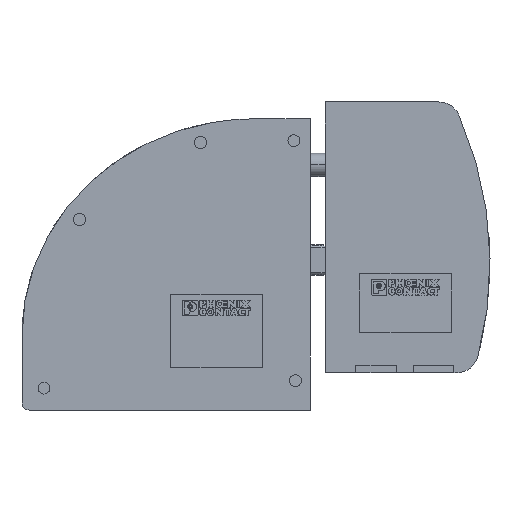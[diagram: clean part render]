
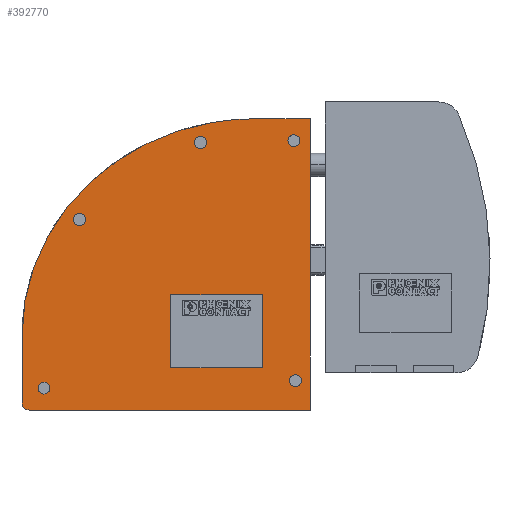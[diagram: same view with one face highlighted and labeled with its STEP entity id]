
A CAD part, left-side view. The second image highlights one B-rep face of the part: STEP entity #392770.
In plain terms, the highlighted face is planar.
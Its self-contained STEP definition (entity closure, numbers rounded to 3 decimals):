
#391060=CARTESIAN_POINT('',(63.677,190.525,26.5));
#391070=DIRECTION('',(0.,0.,1.));
#391080=DIRECTION('',(-1.,0.,0.));
#391090=AXIS2_PLACEMENT_3D('',#391060,#391070,#391080);
#391100=PLANE('',#391090);
#391110=CARTESIAN_POINT('',(30.8,221.575,26.5));
#391120=DIRECTION('',(0.,0.,-1.));
#391130=DIRECTION('',(-1.,0.,0.));
#391140=AXIS2_PLACEMENT_3D('',#391110,#391120,#391130);
#391150=CIRCLE('',#391140,1.631);
#391160=CARTESIAN_POINT('',(32.431,221.575,26.5));
#391170=VERTEX_POINT('',#391160);
#391180=CARTESIAN_POINT('',(29.169,221.575,26.5));
#391190=VERTEX_POINT('',#391180);
#391200=EDGE_CURVE('',#391170,#391190,#391150,.T.);
#391210=ORIENTED_EDGE('',*,*,#391200,.T.);
#391220=EDGE_CURVE('',#391190,#391170,#391150,.T.);
#391230=ORIENTED_EDGE('',*,*,#391220,.T.);
#391240=EDGE_LOOP('',(#391230,#391210));
#391250=FACE_BOUND('',#391240,.T.);
#391260=CARTESIAN_POINT('',(63.677,198.075,26.5));
#391270=DIRECTION('',(1.,0.,0.));
#391280=VECTOR('',#391270,1.);
#391290=LINE('',#391260,#391280);
#391300=CARTESIAN_POINT('',(39.8,198.075,26.5));
#391310=VERTEX_POINT('',#391300);
#391320=CARTESIAN_POINT('',(64.8,198.075,26.5));
#391330=VERTEX_POINT('',#391320);
#391340=EDGE_CURVE('',#391310,#391330,#391290,.T.);
#391350=ORIENTED_EDGE('',*,*,#391340,.F.);
#391360=CARTESIAN_POINT('',(64.8,190.525,26.5));
#391370=DIRECTION('',(0.,1.,0.));
#391380=VECTOR('',#391370,1.);
#391390=LINE('',#391360,#391380);
#391400=CARTESIAN_POINT('',(64.8,218.075,26.5));
#391410=VERTEX_POINT('',#391400);
#391420=EDGE_CURVE('',#391330,#391410,#391390,.T.);
#391430=ORIENTED_EDGE('',*,*,#391420,.F.);
#391440=CARTESIAN_POINT('',(63.677,218.075,26.5));
#391450=DIRECTION('',(-1.,0.,0.));
#391460=VECTOR('',#391450,1.);
#391470=LINE('',#391440,#391460);
#391480=CARTESIAN_POINT('',(39.8,218.075,26.5));
#391490=VERTEX_POINT('',#391480);
#391500=EDGE_CURVE('',#391410,#391490,#391470,.T.);
#391510=ORIENTED_EDGE('',*,*,#391500,.F.);
#391520=CARTESIAN_POINT('',(39.8,190.525,26.5));
#391530=DIRECTION('',(0.,-1.,0.));
#391540=VECTOR('',#391530,1.);
#391550=LINE('',#391520,#391540);
#391560=EDGE_CURVE('',#391490,#391310,#391550,.T.);
#391570=ORIENTED_EDGE('',*,*,#391560,.F.);
#391580=EDGE_LOOP('',(#391570,#391510,#391430,#391350));
#391590=FACE_BOUND('',#391580,.T.);
#391600=CARTESIAN_POINT('',(99.4,223.575,
26.5));
#391610=DIRECTION('',(0.,0.,-1.));
#391620=DIRECTION('',(-1.,0.,0.));
#391630=AXIS2_PLACEMENT_3D('',#391600,#391610,#391620);
#391640=CIRCLE('',#391630,1.631);
#391650=CARTESIAN_POINT('',(101.031,223.575,
26.5));
#391660=VERTEX_POINT('',#391650);
#391670=CARTESIAN_POINT('',(97.769,223.575,
26.5));
#391680=VERTEX_POINT('',#391670);
#391690=EDGE_CURVE('',#391660,#391680,#391640,.T.);
#391700=ORIENTED_EDGE('',*,*,#391690,.T.);
#391710=EDGE_CURVE('',#391680,#391660,#391640,.T.);
#391720=ORIENTED_EDGE('',*,*,#391710,.T.);
#391730=EDGE_LOOP('',(#391720,#391700));
#391740=FACE_BOUND('',#391730,.T.);
#391750=CARTESIAN_POINT('',(56.7,156.575,26.5));
#391760=DIRECTION('',(0.,0.,-1.));
#391770=DIRECTION('',(-1.,0.,0.));
#391780=AXIS2_PLACEMENT_3D('',#391750,#391760,#391770);
#391790=CIRCLE('',#391780,1.631);
#391800=CARTESIAN_POINT('',(58.331,156.575,26.5));
#391810=VERTEX_POINT('',#391800);
#391820=CARTESIAN_POINT('',(55.069,156.575,26.5));
#391830=VERTEX_POINT('',#391820);
#391840=EDGE_CURVE('',#391810,#391830,#391790,.T.);
#391850=ORIENTED_EDGE('',*,*,#391840,.T.);
#391860=EDGE_CURVE('',#391830,#391810,#391790,.T.);
#391870=ORIENTED_EDGE('',*,*,#391860,.T.);
#391880=EDGE_LOOP('',(#391870,#391850));
#391890=FACE_BOUND('',#391880,.T.);
#391900=CARTESIAN_POINT('',(89.7,177.575,26.5));
#391910=DIRECTION('',(0.,0.,-1.));
#391920=DIRECTION('',(-1.,0.,0.));
#391930=AXIS2_PLACEMENT_3D('',#391900,#391910,#391920);
#391940=CIRCLE('',#391930,1.631);
#391950=CARTESIAN_POINT('',(91.331,177.575,
26.5));
#391960=VERTEX_POINT('',#391950);
#391970=CARTESIAN_POINT('',(88.069,177.575,26.5));
#391980=VERTEX_POINT('',#391970);
#391990=EDGE_CURVE('',#391960,#391980,#391940,.T.);
#392000=ORIENTED_EDGE('',*,*,#391990,.T.);
#392010=EDGE_CURVE('',#391980,#391960,#391940,.T.);
#392020=ORIENTED_EDGE('',*,*,#392010,.T.);
#392030=EDGE_LOOP('',(#392020,#392000));
#392040=FACE_BOUND('',#392030,.T.);
#392050=CARTESIAN_POINT('',(31.2,156.075,26.5));
#392060=DIRECTION('',(0.,0.,-1.));
#392070=DIRECTION('',(-1.,0.,0.));
#392080=AXIS2_PLACEMENT_3D('',#392050,#392060,#392070);
#392090=CIRCLE('',#392080,1.631);
#392100=CARTESIAN_POINT('',(32.831,156.075,26.5));
#392110=VERTEX_POINT('',#392100);
#392120=CARTESIAN_POINT('',(29.569,156.075,26.5));
#392130=VERTEX_POINT('',#392120);
#392140=EDGE_CURVE('',#392110,#392130,#392090,.T.);
#392150=ORIENTED_EDGE('',*,*,#392140,.T.);
#392160=EDGE_CURVE('',#392130,#392110,#392090,.T.);
#392170=ORIENTED_EDGE('',*,*,#392160,.T.);
#392180=EDGE_LOOP('',(#392170,#392150));
#392190=FACE_BOUND('',#392180,.T.);
#392200=CARTESIAN_POINT('',(31.5,229.575,26.5));
#392210=DIRECTION('',(-1.,0.,0.));
#392220=VECTOR('',#392210,1.);
#392230=LINE('',#392200,#392220);
#392240=CARTESIAN_POINT('',(103.4,229.575,
26.5));
#392250=VERTEX_POINT('',#392240);
#392260=CARTESIAN_POINT('',(26.7,229.575,26.5));
#392270=VERTEX_POINT('',#392260);
#392280=EDGE_CURVE('',#392250,#392270,#392230,.T.);
#392290=ORIENTED_EDGE('',*,*,#392280,.T.);
#392300=CARTESIAN_POINT('',(103.4,227.575,
26.5));
#392310=DIRECTION('',(0.,0.,-1.));
#392320=DIRECTION('',(0.,-1.,0.));
#392330=AXIS2_PLACEMENT_3D('',#392300,#392310,#392320);
#392340=CIRCLE('',#392330,2.);
#392350=CARTESIAN_POINT('',(105.4,227.575,
26.5));
#392360=VERTEX_POINT('',#392350);
#392370=EDGE_CURVE('',#392250,#392360,#392340,.T.);
#392380=ORIENTED_EDGE('',*,*,#392370,.F.);
#392390=CARTESIAN_POINT('',(105.4,229.575,
26.5));
#392400=DIRECTION('',(0.,-1.,0.));
#392410=VECTOR('',#392400,1.);
#392420=LINE('',#392390,#392410);
#392430=CARTESIAN_POINT('',(105.4,209.175,
26.5));
#392440=VERTEX_POINT('',#392430);
#392450=EDGE_CURVE('',#392360,#392440,#392420,.T.);
#392460=ORIENTED_EDGE('',*,*,#392450,.F.);
#392470=CARTESIAN_POINT('',(105.4,209.175,
26.5));
#392480=CARTESIAN_POINT('',(105.4,204.009,
26.5));
#392490=CARTESIAN_POINT('',(103.918,193.622,
26.5));
#392500=CARTESIAN_POINT('',(97.427,179.164,
26.5));
#392510=CARTESIAN_POINT('',(87.142,166.797,26.5));
#392520=CARTESIAN_POINT('',(73.795,157.343,26.5));
#392530=CARTESIAN_POINT('',(58.3,151.418,26.5));
#392540=CARTESIAN_POINT('',(47.25,150.075,26.5));
#392550=CARTESIAN_POINT('',(41.7,150.075,26.5));
#392560=B_SPLINE_CURVE_WITH_KNOTS('',3,(#392470,#392480,#392490,#392500,
#392510,#392520,#392530,#392540,#392550),.UNSPECIFIED.,.F.,.F.,(4,1,1,1,
1,1,4),(176.961,192.411,208.021,
223.905,240.099,256.558,273.167),
.UNSPECIFIED.);
#392570=CARTESIAN_POINT('',(41.7,150.075,26.5));
#392580=VERTEX_POINT('',#392570);
#392590=EDGE_CURVE('',#392440,#392580,#392560,.T.);
#392600=ORIENTED_EDGE('',*,*,#392590,.F.);
#392610=CARTESIAN_POINT('',(31.5,150.075,26.5));
#392620=DIRECTION('',(1.,0.,0.));
#392630=VECTOR('',#392620,1.);
#392640=LINE('',#392610,#392630);
#392650=CARTESIAN_POINT('',(26.7,150.075,26.5));
#392660=VERTEX_POINT('',#392650);
#392670=EDGE_CURVE('',#392660,#392580,#392640,.T.);
#392680=ORIENTED_EDGE('',*,*,#392670,.T.);
#392690=CARTESIAN_POINT('',(26.7,190.525,26.5));
#392700=DIRECTION('',(0.,-1.,0.));
#392710=VECTOR('',#392700,1.);
#392720=LINE('',#392690,#392710);
#392730=EDGE_CURVE('',#392270,#392660,#392720,.T.);
#392740=ORIENTED_EDGE('',*,*,#392730,.T.);
#392750=EDGE_LOOP('',(#392740,#392680,#392600,#392460,#392380,#392290));
#392760=FACE_OUTER_BOUND('',#392750,.T.);
#392770=ADVANCED_FACE('',(#391250,#391590,#391740,#391890,#392040,
#392190,#392760),#391100,.T.);
